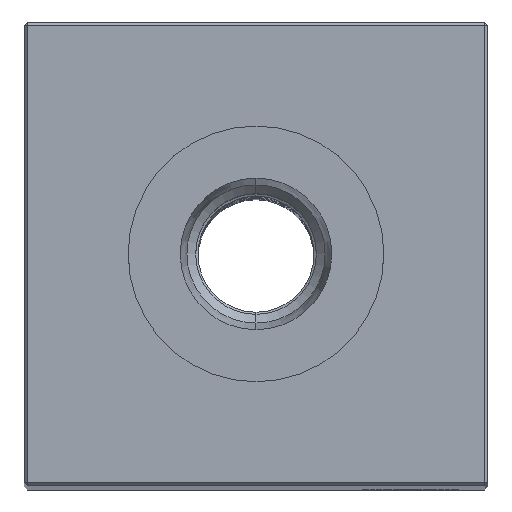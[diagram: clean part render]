
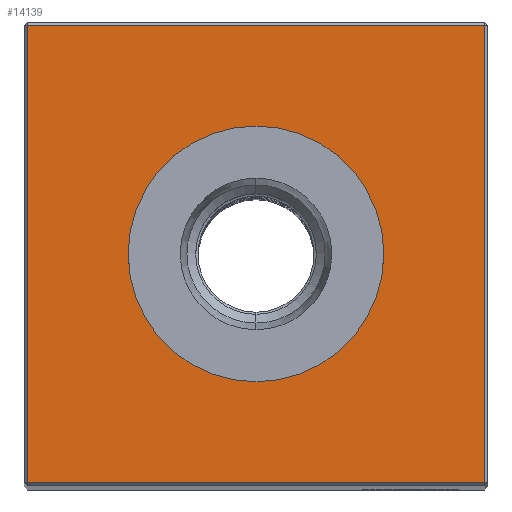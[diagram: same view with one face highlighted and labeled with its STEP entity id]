
A CAD part, top view. The second image highlights one B-rep face of the part: STEP entity #14139.
In plain terms, the highlighted planar face has unit normal (0, 0, 1).
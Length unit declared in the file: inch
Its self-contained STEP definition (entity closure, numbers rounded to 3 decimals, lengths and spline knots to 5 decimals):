
#197 = CARTESIAN_POINT ( 'NONE',  ( -0.74, 0., 7.75 ) ) ;
#291 = EDGE_CURVE ( 'NONE', #27650, #14682, #26613, .T. ) ;
#306 = VERTEX_POINT ( 'NONE', #9983 ) ;
#722 = DIRECTION ( 'NONE',  ( -1., 0., 0. ) ) ;
#1042 = DIRECTION ( 'NONE',  ( -1., 0., 0. ) ) ;
#1173 = CARTESIAN_POINT ( 'NONE',  ( 0.74, 0.74, 7.75 ) ) ;
#1580 = DIRECTION ( 'NONE',  ( -1., 0., 0. ) ) ;
#2189 = EDGE_CURVE ( 'NONE', #14682, #27650, #8064, .T. ) ;
#2815 = DIRECTION ( 'NONE',  ( 1., 0., 0. ) ) ;
#4044 = ORIENTED_EDGE ( 'NONE', *, *, #2189, .T. ) ;
#4694 = EDGE_CURVE ( 'NONE', #9013, #306, #5524, .T. ) ;
#5524 = LINE ( 'NONE', #22849, #8044 ) ;
#5584 = CARTESIAN_POINT ( 'NONE',  ( 0., 0., 7.75 ) ) ;
#6837 = FACE_BOUND ( 'NONE', #7653, .T. ) ;
#7164 = LINE ( 'NONE', #11434, #10493 ) ;
#7653 = EDGE_LOOP ( 'NONE', ( #4044, #15173 ) ) ;
#8044 = VECTOR ( 'NONE', #2815, 39.37008 ) ;
#8064 = CIRCLE ( 'NONE', #23930, 0.41339 ) ;
#8079 = CARTESIAN_POINT ( 'NONE',  ( -0.74, -0.74, 7.75 ) ) ;
#8745 = AXIS2_PLACEMENT_3D ( 'NONE', #15505, #26438, #722 ) ;
#9013 = VERTEX_POINT ( 'NONE', #8079 ) ;
#9122 = ORIENTED_EDGE ( 'NONE', *, *, #20213, .T. ) ;
#9983 = CARTESIAN_POINT ( 'NONE',  ( 0.74, -0.74, 7.75 ) ) ;
#10212 = ORIENTED_EDGE ( 'NONE', *, *, #27969, .T. ) ;
#10231 = CARTESIAN_POINT ( 'NONE',  ( -0.74, 0.74, 7.75 ) ) ;
#10493 = VECTOR ( 'NONE', #1580, 39.37008 ) ;
#11434 = CARTESIAN_POINT ( 'NONE',  ( 0., 0.74, 7.75 ) ) ;
#11605 = VERTEX_POINT ( 'NONE', #1173 ) ;
#13264 = DIRECTION ( 'NONE',  ( 0., -1., 0. ) ) ;
#13593 = EDGE_CURVE ( 'NONE', #25171, #9013, #25760, .T. ) ;
#14101 = CARTESIAN_POINT ( 'NONE',  ( 0., 0.41339, 7.75 ) ) ;
#14139 = ADVANCED_FACE ( 'NONE', ( #17638, #6837 ), #20189, .F. ) ;
#14673 = DIRECTION ( 'NONE',  ( 0., 1., 0. ) ) ;
#14682 = VERTEX_POINT ( 'NONE', #14101 ) ;
#15173 = ORIENTED_EDGE ( 'NONE', *, *, #291, .T. ) ;
#15505 = CARTESIAN_POINT ( 'NONE',  ( 0., 0., 7.75 ) ) ;
#15584 = DIRECTION ( 'NONE',  ( 0., 0., -1. ) ) ;
#16814 = LINE ( 'NONE', #20800, #22756 ) ;
#17638 = FACE_OUTER_BOUND ( 'NONE', #25738, .T. ) ;
#20189 = PLANE ( 'NONE',  #8745 ) ;
#20213 = EDGE_CURVE ( 'NONE', #306, #11605, #16814, .T. ) ;
#20800 = CARTESIAN_POINT ( 'NONE',  ( 0.74, 0., 7.75 ) ) ;
#22756 = VECTOR ( 'NONE', #14673, 39.37008 ) ;
#22767 = ORIENTED_EDGE ( 'NONE', *, *, #4694, .T. ) ;
#22849 = CARTESIAN_POINT ( 'NONE',  ( 0., -0.74, 7.75 ) ) ;
#23433 = AXIS2_PLACEMENT_3D ( 'NONE', #5584, #24762, #1042 ) ;
#23720 = VECTOR ( 'NONE', #13264, 39.37008 ) ;
#23930 = AXIS2_PLACEMENT_3D ( 'NONE', #26949, #15584, #24677 ) ;
#24259 = CARTESIAN_POINT ( 'NONE',  ( 0., -0.41339, 7.75 ) ) ;
#24677 = DIRECTION ( 'NONE',  ( -1., 0., 0. ) ) ;
#24762 = DIRECTION ( 'NONE',  ( 0., 0., -1. ) ) ;
#25171 = VERTEX_POINT ( 'NONE', #10231 ) ;
#25738 = EDGE_LOOP ( 'NONE', ( #27074, #22767, #9122, #10212 ) ) ;
#25760 = LINE ( 'NONE', #197, #23720 ) ;
#26438 = DIRECTION ( 'NONE',  ( 0., 0., -1. ) ) ;
#26613 = CIRCLE ( 'NONE', #23433, 0.41339 ) ;
#26949 = CARTESIAN_POINT ( 'NONE',  ( 0., 0., 7.75 ) ) ;
#27074 = ORIENTED_EDGE ( 'NONE', *, *, #13593, .T. ) ;
#27650 = VERTEX_POINT ( 'NONE', #24259 ) ;
#27969 = EDGE_CURVE ( 'NONE', #11605, #25171, #7164, .T. ) ;
